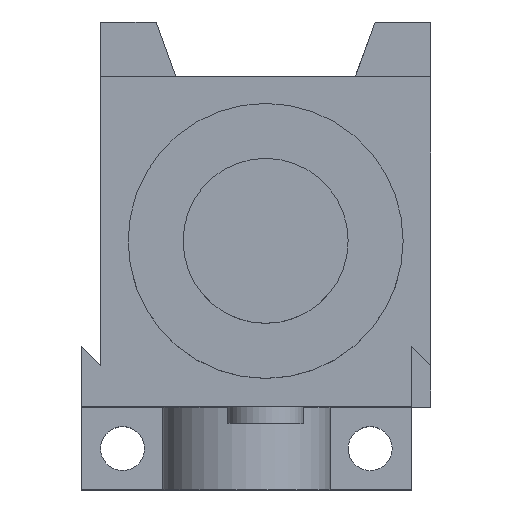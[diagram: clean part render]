
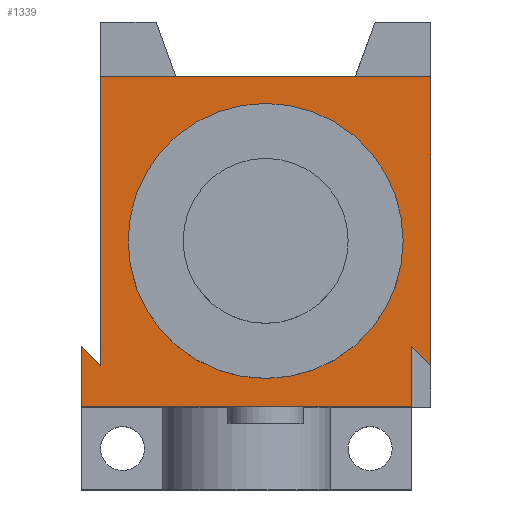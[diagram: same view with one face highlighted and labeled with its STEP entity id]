
A CAD part, top view. The second image highlights one B-rep face of the part: STEP entity #1339.
In plain terms, the highlighted planar face has unit normal (0, 0, 1).
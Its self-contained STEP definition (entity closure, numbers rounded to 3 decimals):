
#57=FACE_BOUND('',#251,.T.);
#58=FACE_BOUND('',#252,.T.);
#251=EDGE_LOOP('',(#1176));
#252=EDGE_LOOP('',(#1177,#1178,#1179,#1180,#1181,#1182,#1183,#1184));
#282=LINE('',#1943,#412);
#295=LINE('',#1971,#425);
#333=LINE('',#2057,#463);
#357=LINE('',#2139,#487);
#366=LINE('',#2157,#496);
#369=LINE('',#2162,#499);
#381=LINE('',#2189,#511);
#382=LINE('',#2191,#512);
#412=VECTOR('',#1580,24.);
#425=VECTOR('',#1599,21.);
#463=VECTOR('',#1673,24.);
#487=VECTOR('',#1761,21.);
#496=VECTOR('',#1780,1.98);
#499=VECTOR('',#1787,4.4);
#511=VECTOR('',#1817,1.98);
#512=VECTOR('',#1820,4.4);
#515=CIRCLE('',#1350,8.);
#557=VERTEX_POINT('',#1847);
#592=VERTEX_POINT('',#1940);
#593=VERTEX_POINT('',#1942);
#604=VERTEX_POINT('',#1968);
#605=VERTEX_POINT('',#1970);
#635=VERTEX_POINT('',#2055);
#661=VERTEX_POINT('',#2137);
#665=VERTEX_POINT('',#2156);
#671=VERTEX_POINT('',#2187);
#682=EDGE_CURVE('',#557,#557,#515,.T.);
#723=EDGE_CURVE('',#593,#592,#282,.T.);
#736=EDGE_CURVE('',#605,#604,#295,.T.);
#780=EDGE_CURVE('',#604,#635,#333,.T.);
#816=EDGE_CURVE('',#635,#661,#357,.T.);
#825=EDGE_CURVE('',#665,#605,#366,.T.);
#828=EDGE_CURVE('',#592,#665,#369,.T.);
#841=EDGE_CURVE('',#661,#671,#381,.T.);
#842=EDGE_CURVE('',#671,#593,#382,.T.);
#1176=ORIENTED_EDGE('',*,*,#682,.T.);
#1177=ORIENTED_EDGE('',*,*,#816,.T.);
#1178=ORIENTED_EDGE('',*,*,#841,.T.);
#1179=ORIENTED_EDGE('',*,*,#842,.T.);
#1180=ORIENTED_EDGE('',*,*,#723,.T.);
#1181=ORIENTED_EDGE('',*,*,#828,.T.);
#1182=ORIENTED_EDGE('',*,*,#825,.T.);
#1183=ORIENTED_EDGE('',*,*,#736,.T.);
#1184=ORIENTED_EDGE('',*,*,#780,.T.);
#1240=PLANE('',#1458);
#1339=ADVANCED_FACE('',(#57,#58),#1240,.T.);
#1350=AXIS2_PLACEMENT_3D('',#1848,#1483,#1484);
#1458=AXIS2_PLACEMENT_3D('',#2192,#1821,#1822);
#1483=DIRECTION('center_axis',(0.,0.,-1.));
#1484=DIRECTION('ref_axis',(0.,-1.,0.));
#1580=DIRECTION('',(1.,0.,0.));
#1599=DIRECTION('',(0.,1.,0.));
#1673=DIRECTION('',(-1.,0.,0.));
#1761=DIRECTION('',(0.,-1.,0.));
#1780=DIRECTION('',(0.707,-0.707,0.));
#1787=DIRECTION('',(0.,1.,0.));
#1817=DIRECTION('',(-0.707,0.707,0.));
#1820=DIRECTION('',(0.,-1.,0.));
#1821=DIRECTION('center_axis',(0.,0.,1.));
#1822=DIRECTION('ref_axis',(1.,0.,0.));
#1847=CARTESIAN_POINT('',(0.,-8.,0.));
#1848=CARTESIAN_POINT('Origin',(0.,0.,0.));
#1940=CARTESIAN_POINT('',(10.6,-12.,0.));
#1942=CARTESIAN_POINT('',(-13.4,-12.,0.));
#1943=CARTESIAN_POINT('',(-13.4,-12.,0.));
#1968=CARTESIAN_POINT('',(12.,12.,0.));
#1970=CARTESIAN_POINT('',(12.,-9.,0.));
#1971=CARTESIAN_POINT('',(12.,-9.,0.));
#2055=CARTESIAN_POINT('',(-12.,12.,0.));
#2057=CARTESIAN_POINT('',(12.,12.,0.));
#2137=CARTESIAN_POINT('',(-12.,-9.,0.));
#2139=CARTESIAN_POINT('',(-12.,12.,0.));
#2156=CARTESIAN_POINT('',(10.6,-7.6,0.));
#2157=CARTESIAN_POINT('',(10.6,-7.6,0.));
#2162=CARTESIAN_POINT('',(10.6,-12.,0.));
#2187=CARTESIAN_POINT('',(-13.4,-7.6,0.));
#2189=CARTESIAN_POINT('',(-12.,-9.,0.));
#2191=CARTESIAN_POINT('',(-13.4,-7.6,0.));
#2192=CARTESIAN_POINT('Origin',(-0.474,-0.546,0.));
